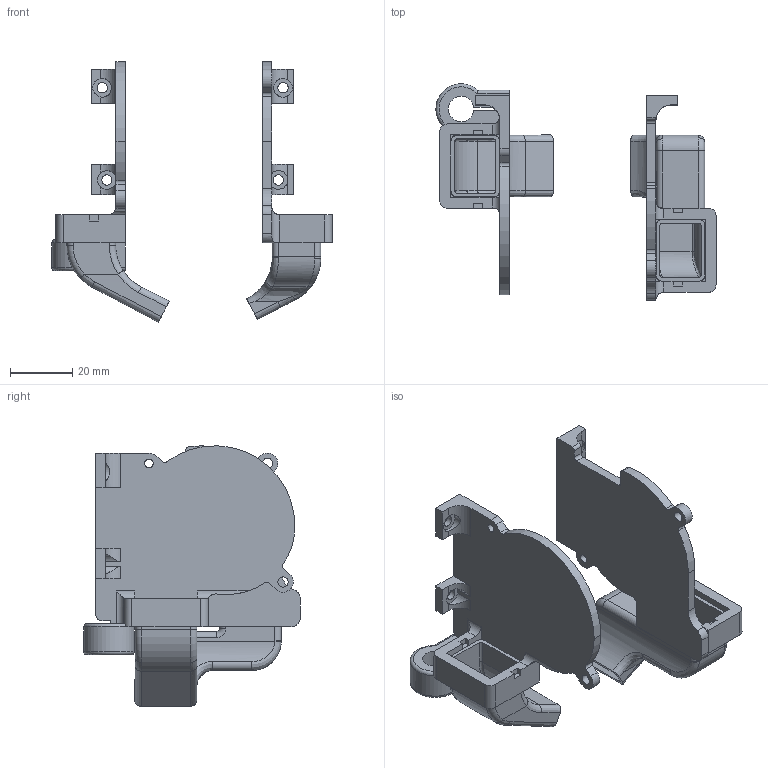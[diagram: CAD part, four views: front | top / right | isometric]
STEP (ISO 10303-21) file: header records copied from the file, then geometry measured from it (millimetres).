
FILE_DESCRIPTION(/* description */ (''),/* implementation_level */ '2;1');
FILE_NAME(/* name */ '5f6b97de942f2b15ef732ce6',/* time_stamp */ '2020-09-23T18:45:52+00:00',/* author */ (''),/* organization */ (''),/* preprocessor_version */ 'ST-DEVELOPER v16.7',/* originating_system */ $,/* authorisation */ $);
FILE_SCHEMA (('AUTOMOTIVE_DESIGN {1 0 10303 214 3 1 1}'));
Length unit declared in the file: metre
Products named in the file (4): Fan holder left; Fan duct right; Fan holder right; Fan duct left
Bounding box: 89.83 x 69.39 x 83.52 mm (x, y, z)
Volume: 31170.3 mm3; surface area: 29905.7 mm2
Topology: 4 solids, 4 shells, 307 faces, 844 edges, 544 vertices
Faces by surface type: plane 124, cylinder 109, bspline 48, torus 26
Full cylindrical faces by diameter (mm): 2.7 x2, 3.3 x6, 3.4 x3, 6 x3, 6.2 x1
Entity records: 10489 total; most frequent: CARTESIAN_POINT 2949, ORIENTED_EDGE 1636, DIRECTION 1431, EDGE_CURVE 818, VERTEX_POINT 533, AXIS2_PLACEMENT_3D 517, LINE 397, VECTOR 397
